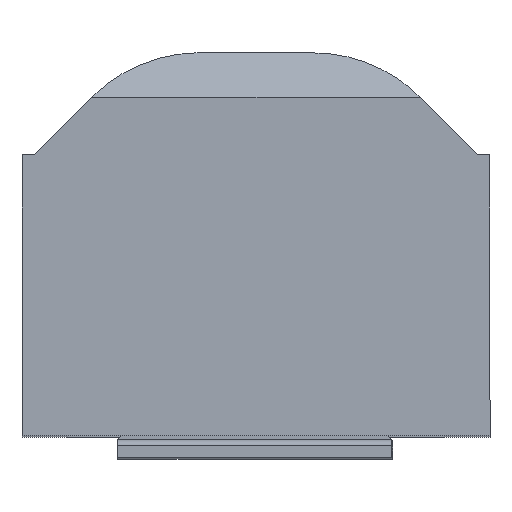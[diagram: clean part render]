
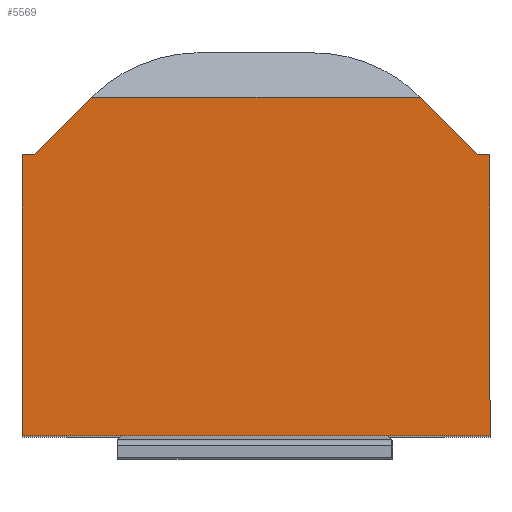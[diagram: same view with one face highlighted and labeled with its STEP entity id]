
A CAD part, top view. The second image highlights one B-rep face of the part: STEP entity #5569.
In plain terms, the highlighted planar face has unit normal (0, 0, 1).
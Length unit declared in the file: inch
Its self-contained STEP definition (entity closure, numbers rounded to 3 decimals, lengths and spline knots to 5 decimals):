
#75 = EDGE_CURVE ( 'NONE', #5041, #5014, #10492, .T. ) ;
#127 = EDGE_CURVE ( 'NONE', #4895, #8576, #10551, .T. ) ;
#135 = EDGE_CURVE ( 'NONE', #4895, #5041, #10564, .T. ) ;
#198 = EDGE_CURVE ( 'NONE', #8570, #4717, #557, .T. ) ;
#230 = EDGE_CURVE ( 'NONE', #8576, #8572, #587, .T. ) ;
#233 = EDGE_CURVE ( 'NONE', #5166, #5014, #586, .T. ) ;
#238 = EDGE_CURVE ( 'NONE', #4717, #5166, #592, .T. ) ;
#239 = EDGE_CURVE ( 'NONE', #8572, #8570, #605, .T. ) ;
#411 = AXIS2_PLACEMENT_3D ( 'NONE', #6741, #6763, #6764 ) ;
#473 = VECTOR ( 'NONE', #5603, 39.37008 ) ;
#557 = LINE ( 'NONE', #5799, #562 ) ;
#562 = VECTOR ( 'NONE', #5800, 39.37008 ) ;
#586 = LINE ( 'NONE', #6051, #593 ) ;
#587 = LINE ( 'NONE', #6047, #588 ) ;
#588 = VECTOR ( 'NONE', #6048, 39.37008 ) ;
#592 = LINE ( 'NONE', #6061, #603 ) ;
#593 = VECTOR ( 'NONE', #6054, 39.37008 ) ;
#603 = VECTOR ( 'NONE', #6065, 39.37008 ) ;
#605 = LINE ( 'NONE', #6066, #606 ) ;
#606 = VECTOR ( 'NONE', #6067, 39.37008 ) ;
#994 = FACE_OUTER_BOUND ( 'NONE', #5389, .T. ) ;
#1746 = CARTESIAN_POINT ( 'NONE',  ( -0.385, 0., 0.8 ) ) ;
#1748 = CARTESIAN_POINT ( 'NONE',  ( 0., 0., 0.8 ) ) ;
#4717 = VERTEX_POINT ( 'NONE', #6078 ) ;
#4895 = VERTEX_POINT ( 'NONE', #6079 ) ;
#5014 = VERTEX_POINT ( 'NONE', #6107 ) ;
#5041 = VERTEX_POINT ( 'NONE', #6116 ) ;
#5166 = VERTEX_POINT ( 'NONE', #6145 ) ;
#5389 = EDGE_LOOP ( 'NONE', ( #10303, #10304, #10305, #10306, #10307, #10308, #10309, #10310 ) ) ;
#5569 = ADVANCED_FACE ( 'NONE', ( #994 ), #6750, .T. ) ;
#5585 = CARTESIAN_POINT ( 'NONE',  ( -0.19281, 0.231, 0.8 ) ) ;
#5586 = CARTESIAN_POINT ( 'NONE',  ( -0.385, -0.25236, 0.8 ) ) ;
#5587 = DIRECTION ( 'NONE',  ( 0., -1., 0. ) ) ;
#5603 = DIRECTION ( 'NONE',  ( 1., 0., 0. ) ) ;
#5799 = CARTESIAN_POINT ( 'NONE',  ( -0.19281, 0.231, 0.8 ) ) ;
#5800 = DIRECTION ( 'NONE',  ( -1., 0., 0. ) ) ;
#6047 = CARTESIAN_POINT ( 'NONE',  ( -0.19281, 0., 0.8 ) ) ;
#6048 = DIRECTION ( 'NONE',  ( 1., 0., 0. ) ) ;
#6051 = CARTESIAN_POINT ( 'NONE',  ( -0.19281, 0.27839, 0.8 ) ) ;
#6054 = DIRECTION ( 'NONE',  ( -1., 0., 0. ) ) ;
#6061 = CARTESIAN_POINT ( 'NONE',  ( 0.14027, 0.08073, 0.8 ) ) ;
#6065 = DIRECTION ( 'NONE',  ( -0.707, 0.707, 0. ) ) ;
#6066 = CARTESIAN_POINT ( 'NONE',  ( 0., -0.25236, 0.8 ) ) ;
#6067 = DIRECTION ( 'NONE',  ( 0., 1., 0. ) ) ;
#6078 = CARTESIAN_POINT ( 'NONE',  ( -0.01, 0.231, 0.8 ) ) ;
#6079 = CARTESIAN_POINT ( 'NONE',  ( -0.385, 0.231, 0.8 ) ) ;
#6107 = CARTESIAN_POINT ( 'NONE',  ( -0.32761, 0.27839, 0.8 ) ) ;
#6116 = CARTESIAN_POINT ( 'NONE',  ( -0.375, 0.231, 0.8 ) ) ;
#6145 = CARTESIAN_POINT ( 'NONE',  ( -0.05739, 0.27839, 0.8 ) ) ;
#6741 = CARTESIAN_POINT ( 'NONE',  ( -0.19281, -0.25236, 0.8 ) ) ;
#6750 = PLANE ( 'NONE',  #411 ) ;
#6763 = DIRECTION ( 'NONE',  ( 0., 0., 1. ) ) ;
#6764 = DIRECTION ( 'NONE',  ( 1., 0., 0. ) ) ;
#8499 = CARTESIAN_POINT ( 'NONE',  ( 0., 0.231, 0.8 ) ) ;
#8570 = VERTEX_POINT ( 'NONE', #8499 ) ;
#8572 = VERTEX_POINT ( 'NONE', #1748 ) ;
#8576 = VERTEX_POINT ( 'NONE', #1746 ) ;
#8745 = CARTESIAN_POINT ( 'NONE',  ( -0.52558, 0.08042, 0.8 ) ) ;
#8746 = DIRECTION ( 'NONE',  ( 0.707, 0.707, 0. ) ) ;
#10303 = ORIENTED_EDGE ( 'NONE', *, *, #198, .T. ) ;
#10304 = ORIENTED_EDGE ( 'NONE', *, *, #238, .T. ) ;
#10305 = ORIENTED_EDGE ( 'NONE', *, *, #233, .T. ) ;
#10306 = ORIENTED_EDGE ( 'NONE', *, *, #75, .F. ) ;
#10307 = ORIENTED_EDGE ( 'NONE', *, *, #135, .F. ) ;
#10308 = ORIENTED_EDGE ( 'NONE', *, *, #127, .T. ) ;
#10309 = ORIENTED_EDGE ( 'NONE', *, *, #230, .T. ) ;
#10310 = ORIENTED_EDGE ( 'NONE', *, *, #239, .T. ) ;
#10492 = LINE ( 'NONE', #8745, #10493 ) ;
#10493 = VECTOR ( 'NONE', #8746, 39.37008 ) ;
#10551 = LINE ( 'NONE', #5586, #10552 ) ;
#10552 = VECTOR ( 'NONE', #5587, 39.37008 ) ;
#10564 = LINE ( 'NONE', #5585, #473 ) ;
